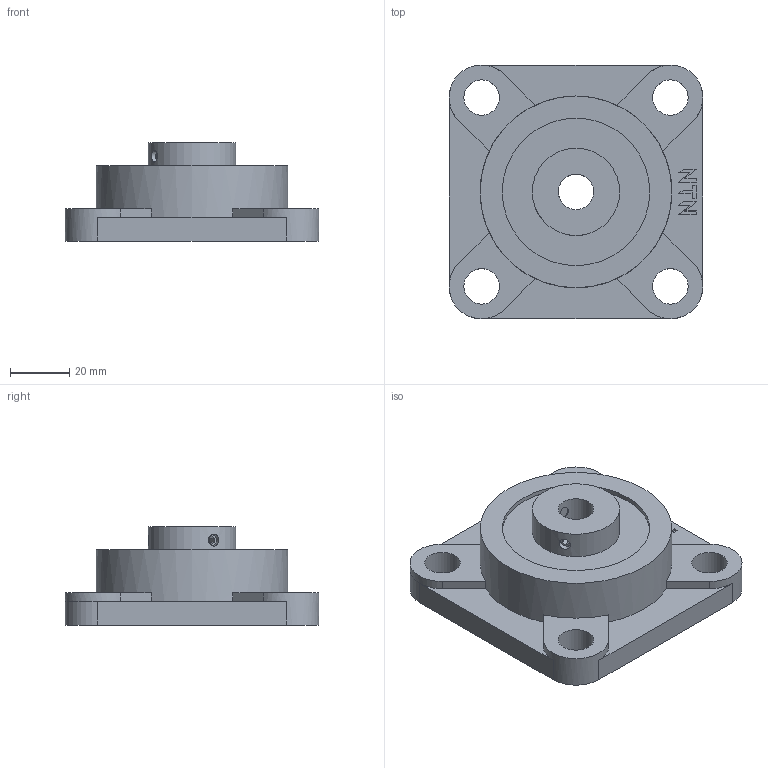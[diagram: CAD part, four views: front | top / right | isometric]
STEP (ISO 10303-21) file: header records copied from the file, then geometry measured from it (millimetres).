
FILE_DESCRIPTION(/* description */ ('Standard-'),/* implementation_level */ '2;1');
FILE_NAME(/* name */ 'UCF201.stp',/* time_stamp */ '2023-01-26T22:23:54+09:00',/* author */ ('enomKR'),/* organization */ ('NTN'),/* preprocessor_version */ 'ST-DEVELOPER v18.1',/* originating_system */ 'Autodesk Inventor 2022',/* authorisation */ '');
FILE_SCHEMA (('AUTOMOTIVE_DESIGN { 1 0 10303 214 3 1 1 }'));
Length unit declared in the file: millimetre
Products named in the file (2): UCF201(12,); UCF201 Housing
Assembly tree (1 placements, depth 2):
  UCF201(12,)
    UCF201 Housing
Bounding box: 86 x 86 x 33.3 mm (x, y, z)
Volume: 95369.6 mm3; surface area: 26270 mm2
Topology: 1 solids, 1 shells, 107 faces, 267 edges, 176 vertices
Faces by surface type: plane 81, cylinder 26
Full cylindrical faces by diameter (mm): 4.019 x2, 12 x5, 29.6 x2, 50 x2, 65 x1
Entity records: 3380 total; most frequent: CARTESIAN_POINT 689, DIRECTION 539, ORIENTED_EDGE 534, EDGE_CURVE 267, LINE 199, VECTOR 199, VERTEX_POINT 176, AXIS2_PLACEMENT_3D 170
